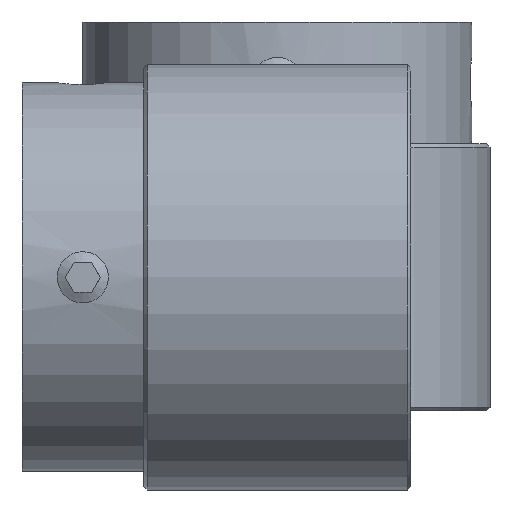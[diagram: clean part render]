
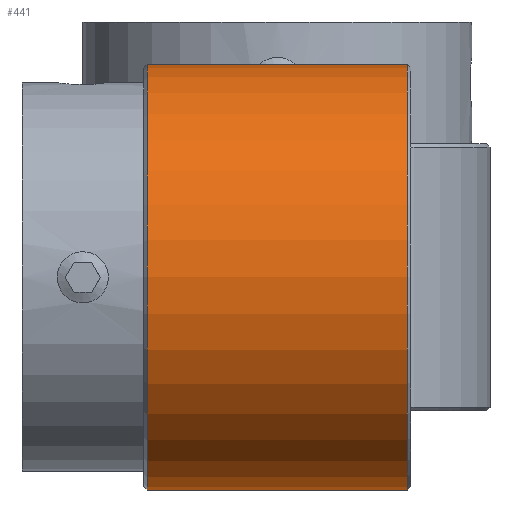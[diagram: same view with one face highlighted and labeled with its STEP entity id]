
A CAD part, front view. The second image highlights one B-rep face of the part: STEP entity #441.
In plain terms, the highlighted cylindrical face has radius 17.5 mm (diameter 35 mm), a full revolution.
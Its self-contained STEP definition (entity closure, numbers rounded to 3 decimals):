
#441 = ADVANCED_FACE( '', ( #587, #588 ), #589, .T. );
#587 = FACE_OUTER_BOUND( '', #787, .T. );
#588 = FACE_OUTER_BOUND( '', #788, .T. );
#589 = CYLINDRICAL_SURFACE( '', #789, 17.5 );
#787 = EDGE_LOOP( '', ( #1047 ) );
#788 = EDGE_LOOP( '', ( #1048 ) );
#789 = AXIS2_PLACEMENT_3D( '', #1049, #1050, #1051 );
#1047 = ORIENTED_EDGE( '', *, *, #1349, .T. );
#1048 = ORIENTED_EDGE( '', *, *, #1350, .T. );
#1049 = CARTESIAN_POINT( '', ( 11., -40., 11. ) );
#1050 = DIRECTION( '', ( 1., 0., 0. ) );
#1051 = DIRECTION( '', ( 0., 0., 1. ) );
#1349 = EDGE_CURVE( '', #1491, #1491, #1492, .F. );
#1350 = EDGE_CURVE( '', #1493, #1493, #1494, .T. );
#1491 = VERTEX_POINT( '', #2123 );
#1492 = CIRCLE( '', #2124, 17.5 );
#1493 = VERTEX_POINT( '', #2125 );
#1494 = CIRCLE( '', #2126, 17.5 );
#2123 = CARTESIAN_POINT( '', ( -10.7, -40., 28.5 ) );
#2124 = AXIS2_PLACEMENT_3D( '', #2451, #2452, #2453 );
#2125 = CARTESIAN_POINT( '', ( 10.7, -40., 28.5 ) );
#2126 = AXIS2_PLACEMENT_3D( '', #2454, #2455, #2456 );
#2451 = CARTESIAN_POINT( '', ( -10.7, -40., 11. ) );
#2452 = DIRECTION( '', ( -1., 0., 0. ) );
#2453 = DIRECTION( '', ( 0., 0., 1. ) );
#2454 = CARTESIAN_POINT( '', ( 10.7, -40., 11. ) );
#2455 = DIRECTION( '', ( -1., 0., 0. ) );
#2456 = DIRECTION( '', ( 0., 0., 1. ) );
